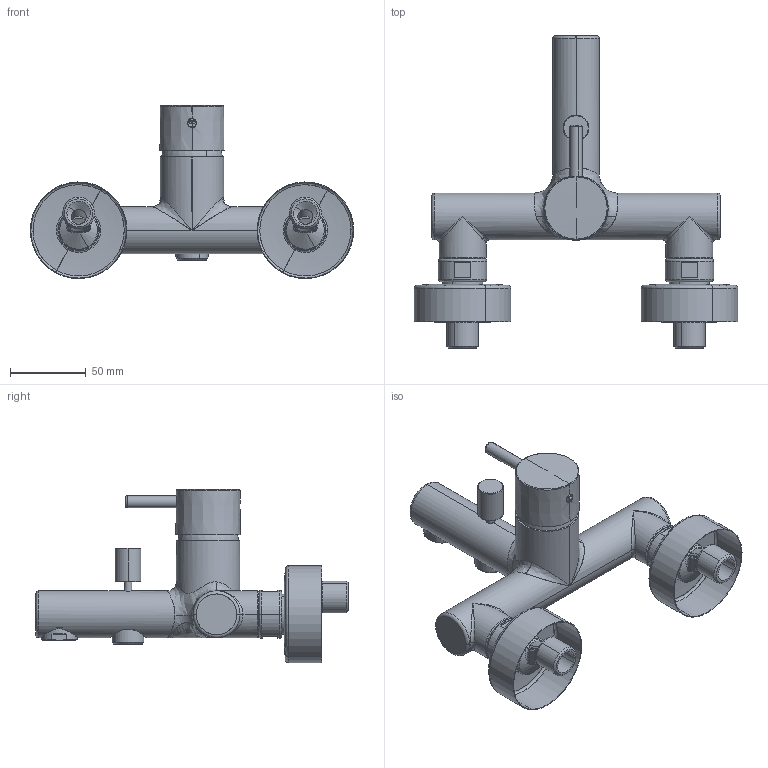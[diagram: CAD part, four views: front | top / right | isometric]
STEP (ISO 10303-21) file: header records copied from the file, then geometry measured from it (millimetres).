
FILE_DESCRIPTION(('CATIA V5 STEP Exchange','CAx-IF Rec.Pracs.--- Model Styling and Organization---1.5--- 2016-08-15','CAx-IF Rec.Pracs.---Supplemental Geometry---1.0---2011-11-01','CAx-IF Rec.Pracs.--- Composite Materials ---3.4---2017-06-13','CAx-IF Rec.Pracs.---Tessellated 3D Geometry---1.0---2015-12-17'),'2;1');
FILE_NAME('LN000130.stp','2023-01-31T09:54:14+00:00',('none'),('none'),'CATIA Version 5-6 Release 2020 SP2','CATIA V5 STEP AP242 v2','none');
FILE_SCHEMA(('AP242_MANAGED_MODEL_BASED_3D_ENGINEERING_MIM_LF {1 0 10303 442 1 1 4}'));
Length unit declared in the file: millimetre
Products named in the file (1): LN000130
Bounding box: 213.98 x 206.6 x 114.68 mm (x, y, z)
Volume: 54230.4 mm3; surface area: 113362 mm2
Topology: 15 solids, 101 shells, 719 faces, 2021 edges, 1384 vertices
Faces by surface type: cylinder 226, plane 158, bspline 140, cone 89, torus 86, sphere 20
Entity records: 38119 total; most frequent: CARTESIAN_POINT 22216, ORIENTED_EDGE 3476, DIRECTION 2148, EDGE_CURVE 1967, VERTEX_POINT 1384, AXIS2_PLACEMENT_3D 1178, EDGE_LOOP 779, CIRCLE 748
